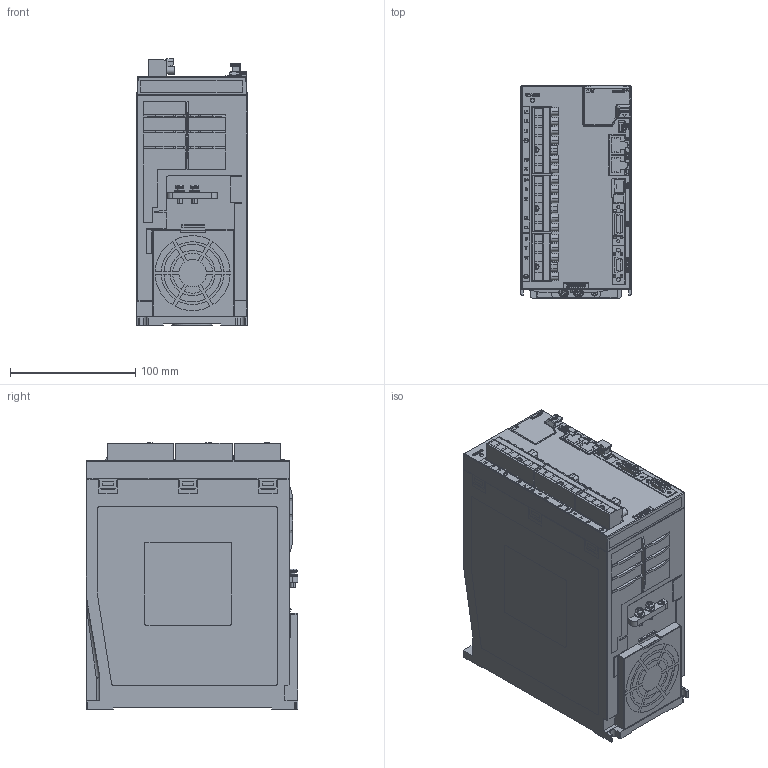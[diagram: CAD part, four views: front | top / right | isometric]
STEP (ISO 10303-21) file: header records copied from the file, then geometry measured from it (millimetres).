
FILE_DESCRIPTION (( 'STEP AP214' ), '1' );
FILE_NAME ('OUTLINE (iX7NHA020U, iX7NHA035U) 22 faces broken n top Conn 1b red1 wo TBs ext1CdB sr1b.STEP', '2023-06-28T11:46:13', ( '' ), ( '' ), 'SwSTEP 2.0', 'SolidWorks 2021', '' );
FILE_SCHEMA (( 'AUTOMOTIVE_DESIGN' ));
Length unit declared in the file: inch
Products named in the file (1): OUTLINE (iX7NHA020U, iX7NHA035U) 22 faces broken n top Conn 1b red1 wo TBs ext1CdB sr1b
Bounding box: 88.01 x 169 x 212.57 mm (x, y, z)
Volume: 2826528.4 mm3; surface area: 154213.4 mm2
Topology: 19 solids, 22 shells, 4736 faces, 12736 edges, 8319 vertices
Faces by surface type: plane 2833, cylinder 838, bspline 819, cone 133, torus 65, sphere 48
Entity records: 183736 total; most frequent: CARTESIAN_POINT 71580, ORIENTED_EDGE 25242, DIRECTION 19751, EDGE_CURVE 12621, LINE 8427, VECTOR 8427, VERTEX_POINT 8256, AXIS2_PLACEMENT_3D 5662
